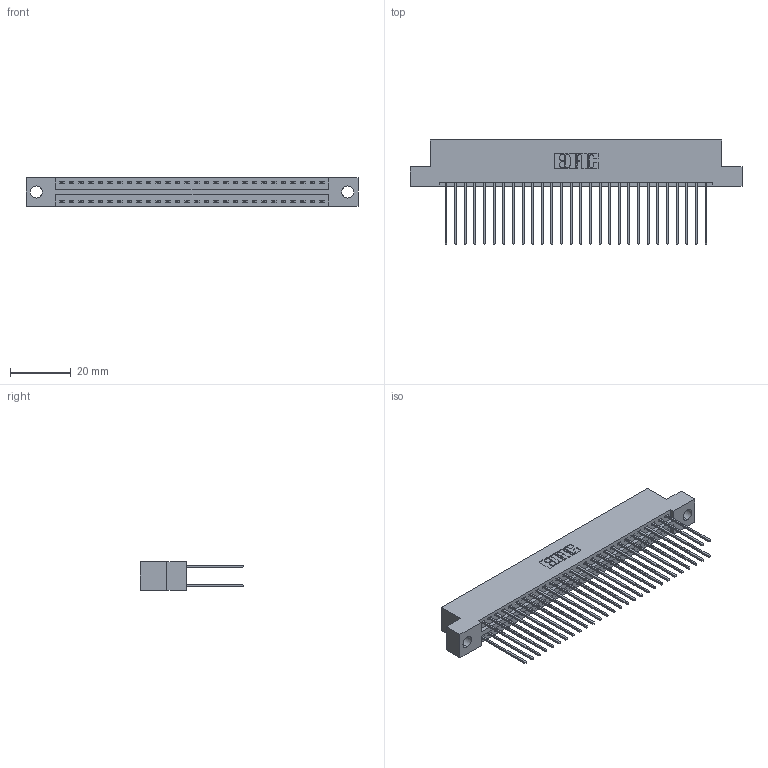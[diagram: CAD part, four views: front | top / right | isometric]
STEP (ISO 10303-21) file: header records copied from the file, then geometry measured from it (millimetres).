
FILE_DESCRIPTION (( 'STEP AP203' ), '1' );
FILE_NAME ('396-056-541-204.STEP', '2019-10-30T15:44:02', ( '' ), ( '' ), 'SwSTEP 2.0', 'SolidWorks 2016', '' );
FILE_SCHEMA (( 'CONFIG_CONTROL_DESIGN' ));
Length unit declared in the file: inch
Products named in the file (3): 345-292-001_345-293-141; 396-056-541-204; 346 Part_Flush Mounting Lugs - 0.156 Dia-TH
Assembly tree (57 placements, depth 2):
  396-056-541-204
    346 Part_Flush Mounting Lugs - 0.156 Dia-TH
    345-292-001_345-293-141  x56
Bounding box: 109.47 x 34.29 x 9.4 mm (x, y, z)
Volume: 10799.8 mm3; surface area: 15979.1 mm2
Topology: 57 solids, 57 shells, 3034 faces, 9009 edges, 5930 vertices
Faces by surface type: plane 2036, cylinder 998
Entity records: 20179 total; most frequent: CARTESIAN_POINT 3344, ORIENTED_EDGE 3278, DIRECTION 2999, EDGE_CURVE 1639, LINE 1395, VECTOR 1395, VERTEX_POINT 1090, AXIS2_PLACEMENT_3D 802
